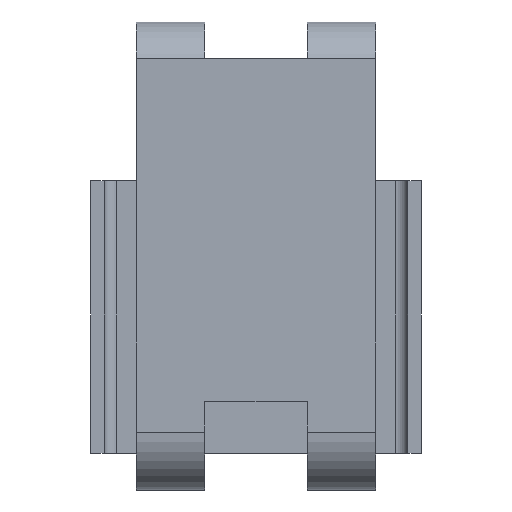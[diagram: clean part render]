
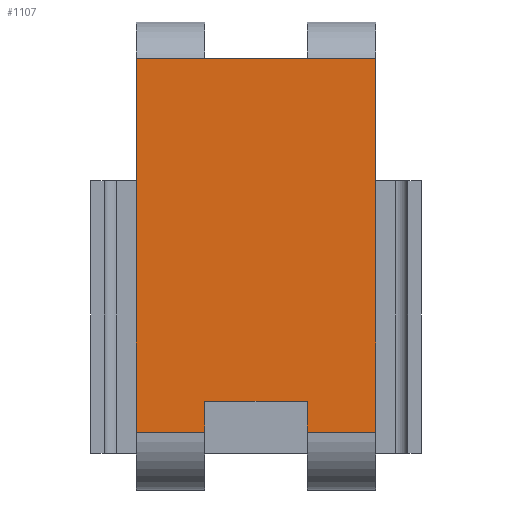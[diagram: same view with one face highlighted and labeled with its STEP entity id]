
A CAD part, front view. The second image highlights one B-rep face of the part: STEP entity #1107.
In plain terms, the highlighted planar face has unit normal (0, -1, 0).
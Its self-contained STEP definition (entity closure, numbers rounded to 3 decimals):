
#7 = FACE_OUTER_BOUND ( 'NONE', #1448, .T. ) ;
#23 = DIRECTION ( 'NONE',  ( 0., 0., -1. ) ) ;
#55 = LINE ( 'NONE', #1567, #380 ) ;
#84 = EDGE_CURVE ( 'NONE', #997, #812, #1230, .T. ) ;
#189 = ORIENTED_EDGE ( 'NONE', *, *, #1533, .T. ) ;
#208 = EDGE_CURVE ( 'NONE', #1679, #699, #747, .T. ) ;
#284 = CARTESIAN_POINT ( 'NONE',  ( -0.38, -1.17, -1.092 ) ) ;
#323 = CARTESIAN_POINT ( 'NONE',  ( -0.89, -1.17, -1.322 ) ) ;
#374 = ORIENTED_EDGE ( 'NONE', *, *, #676, .F. ) ;
#380 = VECTOR ( 'NONE', #659, 1000. ) ;
#403 = VECTOR ( 'NONE', #1040, 1000. ) ;
#450 = CARTESIAN_POINT ( 'NONE',  ( 0.38, -1.17, -1.092 ) ) ;
#463 = ORIENTED_EDGE ( 'NONE', *, *, #1420, .F. ) ;
#471 = CARTESIAN_POINT ( 'NONE',  ( 0.89, -1.17, 1.458 ) ) ;
#497 = VERTEX_POINT ( 'NONE', #323 ) ;
#570 = CARTESIAN_POINT ( 'NONE',  ( 0.89, -1.17, 1.458 ) ) ;
#581 = CARTESIAN_POINT ( 'NONE',  ( -0.38, -1.17, -1.322 ) ) ;
#590 = EDGE_CURVE ( 'NONE', #699, #497, #1500, .T. ) ;
#609 = ORIENTED_EDGE ( 'NONE', *, *, #590, .T. ) ;
#626 = CARTESIAN_POINT ( 'NONE',  ( -0.89, -1.17, 1.458 ) ) ;
#638 = ORIENTED_EDGE ( 'NONE', *, *, #84, .F. ) ;
#640 = ORIENTED_EDGE ( 'NONE', *, *, #1265, .F. ) ;
#647 = EDGE_CURVE ( 'NONE', #1327, #497, #1588, .T. ) ;
#658 = DIRECTION ( 'NONE',  ( 0., 0., 1. ) ) ;
#659 = DIRECTION ( 'NONE',  ( -1., 0., 0. ) ) ;
#676 = EDGE_CURVE ( 'NONE', #812, #1087, #746, .T. ) ;
#699 = VERTEX_POINT ( 'NONE', #936 ) ;
#700 = PLANE ( 'NONE',  #1042 ) ;
#746 = LINE ( 'NONE', #1057, #817 ) ;
#747 = LINE ( 'NONE', #1162, #403 ) ;
#778 = VECTOR ( 'NONE', #1260, 1000. ) ;
#812 = VERTEX_POINT ( 'NONE', #840 ) ;
#817 = VECTOR ( 'NONE', #658, 1000. ) ;
#840 = CARTESIAN_POINT ( 'NONE',  ( 0.38, -1.17, -1.322 ) ) ;
#848 = CARTESIAN_POINT ( 'NONE',  ( 0.89, -1.17, 1.458 ) ) ;
#866 = VECTOR ( 'NONE', #916, 1000. ) ;
#916 = DIRECTION ( 'NONE',  ( -1., 0., 0. ) ) ;
#936 = CARTESIAN_POINT ( 'NONE',  ( -0.89, -1.17, 1.458 ) ) ;
#958 = DIRECTION ( 'NONE',  ( 0., 0., -1. ) ) ;
#997 = VERTEX_POINT ( 'NONE', #1267 ) ;
#1040 = DIRECTION ( 'NONE',  ( -1., 0., 0. ) ) ;
#1042 = AXIS2_PLACEMENT_3D ( 'NONE', #848, #1489, #958 ) ;
#1057 = CARTESIAN_POINT ( 'NONE',  ( 0.38, -1.17, -1.322 ) ) ;
#1058 = VERTEX_POINT ( 'NONE', #284 ) ;
#1087 = VERTEX_POINT ( 'NONE', #450 ) ;
#1104 = DIRECTION ( 'NONE',  ( 0., 0., 1. ) ) ;
#1107 = ADVANCED_FACE ( 'NONE', ( #7 ), #700, .T. ) ;
#1153 = VECTOR ( 'NONE', #1671, 1000. ) ;
#1162 = CARTESIAN_POINT ( 'NONE',  ( 0.89, -1.17, 1.458 ) ) ;
#1205 = CARTESIAN_POINT ( 'NONE',  ( -0.38, -1.17, -1.322 ) ) ;
#1230 = LINE ( 'NONE', #1678, #778 ) ;
#1260 = DIRECTION ( 'NONE',  ( -1., 0., 0. ) ) ;
#1265 = EDGE_CURVE ( 'NONE', #1087, #1058, #55, .T. ) ;
#1267 = CARTESIAN_POINT ( 'NONE',  ( 0.89, -1.17, -1.322 ) ) ;
#1327 = VERTEX_POINT ( 'NONE', #1205 ) ;
#1349 = VECTOR ( 'NONE', #1104, 1000. ) ;
#1420 = EDGE_CURVE ( 'NONE', #1679, #997, #1494, .T. ) ;
#1429 = ORIENTED_EDGE ( 'NONE', *, *, #208, .T. ) ;
#1448 = EDGE_LOOP ( 'NONE', ( #638, #463, #1429, #609, #1546, #189, #640, #374 ) ) ;
#1489 = DIRECTION ( 'NONE',  ( 0., -1., 0. ) ) ;
#1494 = LINE ( 'NONE', #570, #1600 ) ;
#1500 = LINE ( 'NONE', #626, #1153 ) ;
#1533 = EDGE_CURVE ( 'NONE', #1327, #1058, #1689, .T. ) ;
#1546 = ORIENTED_EDGE ( 'NONE', *, *, #647, .F. ) ;
#1567 = CARTESIAN_POINT ( 'NONE',  ( 0.38, -1.17, -1.092 ) ) ;
#1569 = CARTESIAN_POINT ( 'NONE',  ( -0.38, -1.17, -1.322 ) ) ;
#1588 = LINE ( 'NONE', #1569, #866 ) ;
#1600 = VECTOR ( 'NONE', #23, 1000. ) ;
#1671 = DIRECTION ( 'NONE',  ( 0., 0., -1. ) ) ;
#1678 = CARTESIAN_POINT ( 'NONE',  ( 0.89, -1.17, -1.322 ) ) ;
#1679 = VERTEX_POINT ( 'NONE', #471 ) ;
#1689 = LINE ( 'NONE', #581, #1349 ) ;
